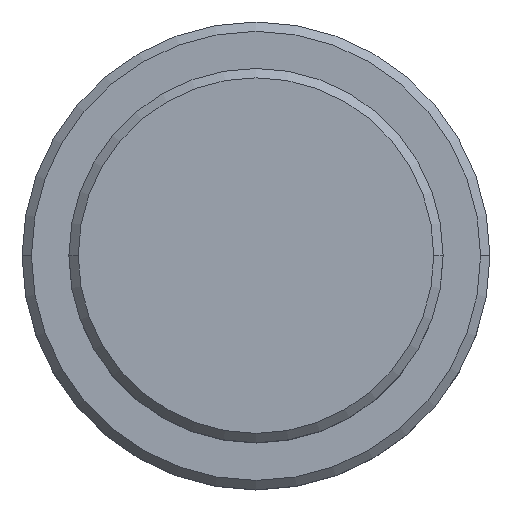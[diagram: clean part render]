
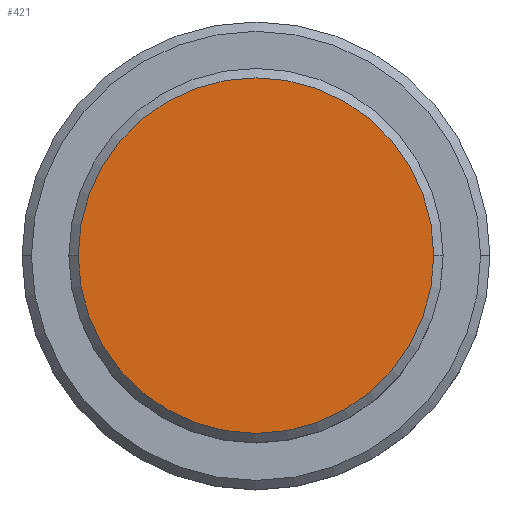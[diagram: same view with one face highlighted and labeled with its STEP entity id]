
A CAD part, top view. The second image highlights one B-rep face of the part: STEP entity #421.
In plain terms, the highlighted planar face has unit normal (0, 0, 1).
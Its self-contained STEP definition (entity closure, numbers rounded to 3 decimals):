
#67 = DIRECTION ( 'NONE',  ( 0., 0., 1. ) ) ;
#77 = FACE_OUTER_BOUND ( 'NONE', #549, .T. ) ;
#117 = CIRCLE ( 'NONE', #923, 9.5 ) ;
#124 = ORIENTED_EDGE ( 'NONE', *, *, #530, .T. ) ;
#146 = DIRECTION ( 'NONE',  ( 0., 0., 1. ) ) ;
#172 = PLANE ( 'NONE',  #969 ) ;
#180 = DIRECTION ( 'NONE',  ( 1., 0., 0. ) ) ;
#339 = CARTESIAN_POINT ( 'NONE',  ( 0., 0., 0. ) ) ;
#382 = CARTESIAN_POINT ( 'NONE',  ( 0., 0., 0. ) ) ;
#421 = ADVANCED_FACE ( 'NONE', ( #77 ), #172, .T. ) ;
#464 = VERTEX_POINT ( 'NONE', #523 ) ;
#523 = CARTESIAN_POINT ( 'NONE',  ( -9.5, 0., 0. ) ) ;
#530 = EDGE_CURVE ( 'NONE', #1029, #464, #855, .T. ) ;
#549 = EDGE_LOOP ( 'NONE', ( #1408, #124 ) ) ;
#588 = DIRECTION ( 'NONE',  ( 1., 0., 0. ) ) ;
#714 = DIRECTION ( 'NONE',  ( 0., 0., 1. ) ) ;
#744 = DIRECTION ( 'NONE',  ( 1., 0., 0. ) ) ;
#855 = CIRCLE ( 'NONE', #1174, 9.5 ) ;
#923 = AXIS2_PLACEMENT_3D ( 'NONE', #339, #146, #588 ) ;
#932 = CARTESIAN_POINT ( 'NONE',  ( 0., 0., 0. ) ) ;
#969 = AXIS2_PLACEMENT_3D ( 'NONE', #382, #67, #744 ) ;
#1029 = VERTEX_POINT ( 'NONE', #1187 ) ;
#1174 = AXIS2_PLACEMENT_3D ( 'NONE', #932, #714, #180 ) ;
#1187 = CARTESIAN_POINT ( 'NONE',  ( 9.5, 0., 0. ) ) ;
#1293 = EDGE_CURVE ( 'NONE', #464, #1029, #117, .T. ) ;
#1408 = ORIENTED_EDGE ( 'NONE', *, *, #1293, .T. ) ;
